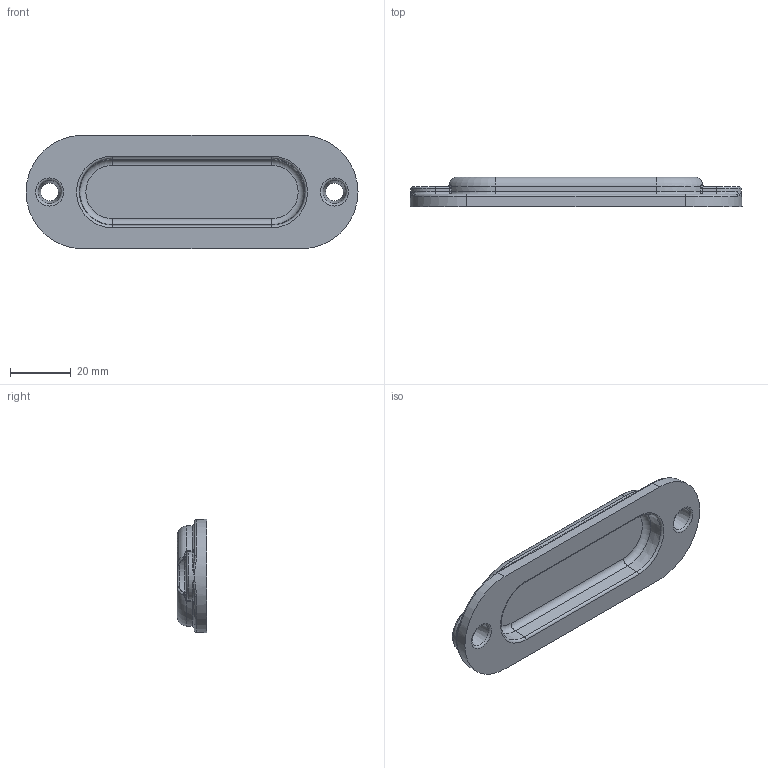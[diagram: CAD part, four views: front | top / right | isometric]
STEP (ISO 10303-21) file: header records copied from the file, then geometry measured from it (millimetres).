
FILE_DESCRIPTION(/* description */ (''),/* implementation_level */ '2;1');
FILE_NAME(/* name */ 'KIL_180F.stp',/* time_stamp */ '2019-11-11T20:02:24+06:00',/* author */ ('kr'),/* organization */ (''),/* preprocessor_version */ 'ST-DEVELOPER v16.13',/* originating_system */ 'Autodesk Inventor 2018',/* authorisation */ '');
FILE_SCHEMA (('AUTOMOTIVE_DESIGN { 1 0 10303 214 3 1 1 }'));
Length unit declared in the file: inch
Products named in the file (1): 21760
Bounding box: 109.22 x 9.65 x 37.34 mm (x, y, z)
Volume: 18776 mm3; surface area: 10771 mm2
Topology: 1 solids, 1 shells, 487 faces, 1252 edges, 798 vertices
Faces by surface type: plane 260, bspline 143, torus 34, cylinder 32, cone 14, sphere 4
Full cylindrical faces by diameter (mm): 7.763 x1, 9.525 x1
Entity records: 15993 total; most frequent: CARTESIAN_POINT 5039, ORIENTED_EDGE 2464, DIRECTION 1822, EDGE_CURVE 1232, VERTEX_POINT 798, LINE 784, VECTOR 784, EDGE_LOOP 542
